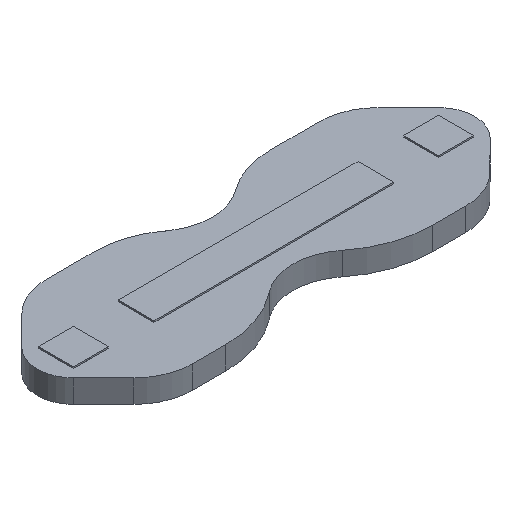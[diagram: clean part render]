
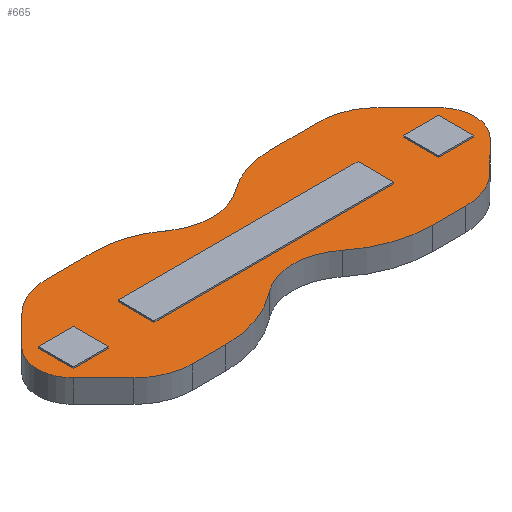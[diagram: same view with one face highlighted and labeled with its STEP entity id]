
A CAD part, isometric view. The second image highlights one B-rep face of the part: STEP entity #665.
In plain terms, the highlighted planar face has unit normal (0, 0, 1).
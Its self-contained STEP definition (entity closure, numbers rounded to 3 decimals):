
#40=FACE_BOUND('',#125,.T.);
#41=FACE_BOUND('',#126,.T.);
#52=PLANE('',#769);
#88=FACE_OUTER_BOUND('',#124,.T.);
#124=EDGE_LOOP('',(#532,#533,#534,#535,#536,#537,#538,#539,#540,#541,#542,
#543,#544,#545,#546,#547,#548,#549,#550,#551));
#125=EDGE_LOOP('',(#552));
#126=EDGE_LOOP('',(#553));
#146=LINE('',#1022,#208);
#152=LINE('',#1046,#214);
#156=LINE('',#1058,#218);
#160=LINE('',#1070,#222);
#164=LINE('',#1082,#226);
#170=LINE('',#1106,#232);
#174=LINE('',#1118,#236);
#178=LINE('',#1130,#240);
#208=VECTOR('',#814,10.);
#214=VECTOR('',#840,10.);
#218=VECTOR('',#852,10.);
#222=VECTOR('',#864,10.);
#226=VECTOR('',#876,10.);
#232=VECTOR('',#902,10.);
#236=VECTOR('',#914,10.);
#240=VECTOR('',#926,10.);
#267=CIRCLE('',#721,1.2);
#269=CIRCLE('',#724,1.2);
#271=CIRCLE('',#728,7.306);
#273=CIRCLE('',#731,4.);
#275=CIRCLE('',#734,7.306);
#277=CIRCLE('',#738,4.001);
#279=CIRCLE('',#742,2.5);
#281=CIRCLE('',#746,4.001);
#283=CIRCLE('',#750,6.);
#285=CIRCLE('',#753,4.);
#287=CIRCLE('',#756,6.);
#289=CIRCLE('',#760,4.001);
#291=CIRCLE('',#764,2.5);
#293=CIRCLE('',#768,4.001);
#295=VERTEX_POINT('',#1006);
#297=VERTEX_POINT('',#1012);
#300=VERTEX_POINT('',#1019);
#301=VERTEX_POINT('',#1021);
#303=VERTEX_POINT('',#1027);
#305=VERTEX_POINT('',#1033);
#307=VERTEX_POINT('',#1039);
#309=VERTEX_POINT('',#1045);
#311=VERTEX_POINT('',#1051);
#313=VERTEX_POINT('',#1057);
#315=VERTEX_POINT('',#1063);
#317=VERTEX_POINT('',#1069);
#319=VERTEX_POINT('',#1075);
#321=VERTEX_POINT('',#1081);
#323=VERTEX_POINT('',#1087);
#325=VERTEX_POINT('',#1093);
#327=VERTEX_POINT('',#1099);
#329=VERTEX_POINT('',#1105);
#331=VERTEX_POINT('',#1111);
#333=VERTEX_POINT('',#1117);
#335=VERTEX_POINT('',#1123);
#337=VERTEX_POINT('',#1129);
#356=EDGE_CURVE('',#295,#295,#267,.T.);
#359=EDGE_CURVE('',#297,#297,#269,.T.);
#362=EDGE_CURVE('',#301,#300,#146,.T.);
#365=EDGE_CURVE('',#303,#301,#271,.T.);
#368=EDGE_CURVE('',#305,#303,#273,.T.);
#371=EDGE_CURVE('',#307,#305,#275,.T.);
#374=EDGE_CURVE('',#309,#307,#152,.T.);
#377=EDGE_CURVE('',#311,#309,#277,.T.);
#380=EDGE_CURVE('',#313,#311,#156,.T.);
#383=EDGE_CURVE('',#315,#313,#279,.T.);
#386=EDGE_CURVE('',#317,#315,#160,.T.);
#389=EDGE_CURVE('',#319,#317,#281,.T.);
#392=EDGE_CURVE('',#321,#319,#164,.T.);
#395=EDGE_CURVE('',#323,#321,#283,.T.);
#398=EDGE_CURVE('',#325,#323,#285,.T.);
#401=EDGE_CURVE('',#327,#325,#287,.T.);
#404=EDGE_CURVE('',#329,#327,#170,.T.);
#407=EDGE_CURVE('',#331,#329,#289,.T.);
#410=EDGE_CURVE('',#333,#331,#174,.T.);
#413=EDGE_CURVE('',#335,#333,#291,.T.);
#416=EDGE_CURVE('',#337,#335,#178,.T.);
#419=EDGE_CURVE('',#300,#337,#293,.T.);
#532=ORIENTED_EDGE('',*,*,#419,.T.);
#533=ORIENTED_EDGE('',*,*,#416,.T.);
#534=ORIENTED_EDGE('',*,*,#413,.T.);
#535=ORIENTED_EDGE('',*,*,#410,.T.);
#536=ORIENTED_EDGE('',*,*,#407,.T.);
#537=ORIENTED_EDGE('',*,*,#404,.T.);
#538=ORIENTED_EDGE('',*,*,#401,.T.);
#539=ORIENTED_EDGE('',*,*,#398,.T.);
#540=ORIENTED_EDGE('',*,*,#395,.T.);
#541=ORIENTED_EDGE('',*,*,#392,.T.);
#542=ORIENTED_EDGE('',*,*,#389,.T.);
#543=ORIENTED_EDGE('',*,*,#386,.T.);
#544=ORIENTED_EDGE('',*,*,#383,.T.);
#545=ORIENTED_EDGE('',*,*,#380,.T.);
#546=ORIENTED_EDGE('',*,*,#377,.T.);
#547=ORIENTED_EDGE('',*,*,#374,.T.);
#548=ORIENTED_EDGE('',*,*,#371,.T.);
#549=ORIENTED_EDGE('',*,*,#368,.T.);
#550=ORIENTED_EDGE('',*,*,#365,.T.);
#551=ORIENTED_EDGE('',*,*,#362,.T.);
#552=ORIENTED_EDGE('',*,*,#356,.T.);
#553=ORIENTED_EDGE('',*,*,#359,.T.);
#665=ADVANCED_FACE('',(#88,#40,#41),#52,.T.);
#721=AXIS2_PLACEMENT_3D('',#1008,#801,#802);
#724=AXIS2_PLACEMENT_3D('',#1014,#808,#809);
#728=AXIS2_PLACEMENT_3D('',#1028,#820,#821);
#731=AXIS2_PLACEMENT_3D('',#1034,#827,#828);
#734=AXIS2_PLACEMENT_3D('',#1040,#834,#835);
#738=AXIS2_PLACEMENT_3D('',#1052,#846,#847);
#742=AXIS2_PLACEMENT_3D('',#1064,#858,#859);
#746=AXIS2_PLACEMENT_3D('',#1076,#870,#871);
#750=AXIS2_PLACEMENT_3D('',#1088,#882,#883);
#753=AXIS2_PLACEMENT_3D('',#1094,#889,#890);
#756=AXIS2_PLACEMENT_3D('',#1100,#896,#897);
#760=AXIS2_PLACEMENT_3D('',#1112,#908,#909);
#764=AXIS2_PLACEMENT_3D('',#1124,#920,#921);
#768=AXIS2_PLACEMENT_3D('',#1134,#932,#933);
#769=AXIS2_PLACEMENT_3D('',#1135,#934,#935);
#801=DIRECTION('center_axis',(0.,0.,-1.));
#802=DIRECTION('ref_axis',(1.,0.,0.));
#808=DIRECTION('center_axis',(0.,0.,-1.));
#809=DIRECTION('ref_axis',(1.,0.,0.));
#814=DIRECTION('',(1.,0.,0.));
#820=DIRECTION('center_axis',(0.,0.,1.));
#821=DIRECTION('ref_axis',(-0.625,-0.781,0.));
#827=DIRECTION('center_axis',(0.,0.,-1.));
#828=DIRECTION('ref_axis',(0.625,0.781,0.));
#834=DIRECTION('center_axis',(0.,0.,1.));
#835=DIRECTION('ref_axis',(0.,-1.,0.));
#840=DIRECTION('',(1.,0.,0.));
#846=DIRECTION('center_axis',(0.,0.,1.));
#847=DIRECTION('ref_axis',(-0.707,-0.707,0.));
#852=DIRECTION('',(0.707,-0.707,0.));
#858=DIRECTION('center_axis',(0.,0.,1.));
#859=DIRECTION('ref_axis',(-0.707,0.707,0.));
#864=DIRECTION('',(-0.707,-0.707,0.));
#870=DIRECTION('center_axis',(0.,0.,1.));
#871=DIRECTION('ref_axis',(0.,1.,0.));
#876=DIRECTION('',(-1.,0.,0.));
#882=DIRECTION('center_axis',(0.,0.,1.));
#883=DIRECTION('ref_axis',(0.6,0.8,0.));
#889=DIRECTION('center_axis',(0.,0.,-1.));
#890=DIRECTION('ref_axis',(-0.6,-0.8,0.));
#896=DIRECTION('center_axis',(0.,0.,1.));
#897=DIRECTION('ref_axis',(0.,1.,0.));
#902=DIRECTION('',(-1.,0.,0.));
#908=DIRECTION('center_axis',(0.,0.,1.));
#909=DIRECTION('ref_axis',(0.707,0.707,0.));
#914=DIRECTION('',(-0.707,0.707,0.));
#920=DIRECTION('center_axis',(0.,0.,1.));
#921=DIRECTION('ref_axis',(0.707,-0.707,0.));
#926=DIRECTION('',(0.707,0.707,0.));
#932=DIRECTION('center_axis',(0.,0.,1.));
#933=DIRECTION('ref_axis',(0.,-1.,0.));
#934=DIRECTION('center_axis',(0.,0.,1.));
#935=DIRECTION('ref_axis',(1.,0.,0.));
#1006=CARTESIAN_POINT('',(6.3,10.,1.57));
#1008=CARTESIAN_POINT('Origin',(7.5,10.,1.57));
#1012=CARTESIAN_POINT('',(31.3,10.,1.57));
#1014=CARTESIAN_POINT('Origin',(32.5,10.,1.57));
#1019=CARTESIAN_POINT('',(29.343,5.,1.57));
#1021=CARTESIAN_POINT('',(27.063,5.,1.57));
#1022=CARTESIAN_POINT('',(29.343,5.,1.57));
#1027=CARTESIAN_POINT('',(22.499,6.601,1.57));
#1028=CARTESIAN_POINT('Origin',(27.063,12.306,1.57));
#1033=CARTESIAN_POINT('',(17.501,6.601,1.57));
#1034=CARTESIAN_POINT('Origin',(20.,3.477,1.57));
#1039=CARTESIAN_POINT('',(12.937,5.,1.57));
#1040=CARTESIAN_POINT('Origin',(12.937,12.306,1.57));
#1045=CARTESIAN_POINT('',(10.657,5.,1.57));
#1046=CARTESIAN_POINT('',(12.937,5.,1.57));
#1051=CARTESIAN_POINT('',(7.828,6.172,1.57));
#1052=CARTESIAN_POINT('Origin',(10.657,9.001,1.57));
#1057=CARTESIAN_POINT('',(5.768,8.232,1.57));
#1058=CARTESIAN_POINT('',(7.828,6.172,1.57));
#1063=CARTESIAN_POINT('',(5.768,11.768,1.57));
#1064=CARTESIAN_POINT('Origin',(7.536,10.,1.57));
#1069=CARTESIAN_POINT('',(7.828,13.828,1.57));
#1070=CARTESIAN_POINT('',(5.768,11.768,1.57));
#1075=CARTESIAN_POINT('',(10.657,15.,1.57));
#1076=CARTESIAN_POINT('Origin',(10.657,10.999,1.57));
#1081=CARTESIAN_POINT('',(14.,15.,1.57));
#1082=CARTESIAN_POINT('',(10.657,15.,1.57));
#1087=CARTESIAN_POINT('',(17.6,13.8,1.57));
#1088=CARTESIAN_POINT('Origin',(14.,9.,1.57));
#1093=CARTESIAN_POINT('',(22.4,13.8,1.57));
#1094=CARTESIAN_POINT('Origin',(20.,17.,1.57));
#1099=CARTESIAN_POINT('',(26.,15.,1.57));
#1100=CARTESIAN_POINT('Origin',(26.,9.,1.57));
#1105=CARTESIAN_POINT('',(29.343,15.,1.57));
#1106=CARTESIAN_POINT('',(26.,15.,1.57));
#1111=CARTESIAN_POINT('',(32.172,13.828,1.57));
#1112=CARTESIAN_POINT('Origin',(29.343,10.999,1.57));
#1117=CARTESIAN_POINT('',(34.232,11.768,1.57));
#1118=CARTESIAN_POINT('',(32.172,13.828,1.57));
#1123=CARTESIAN_POINT('',(34.232,8.232,1.57));
#1124=CARTESIAN_POINT('Origin',(32.464,10.,1.57));
#1129=CARTESIAN_POINT('',(32.172,6.172,1.57));
#1130=CARTESIAN_POINT('',(34.232,8.232,1.57));
#1134=CARTESIAN_POINT('Origin',(29.343,9.001,1.57));
#1135=CARTESIAN_POINT('Origin',(20.,10.,1.57));
